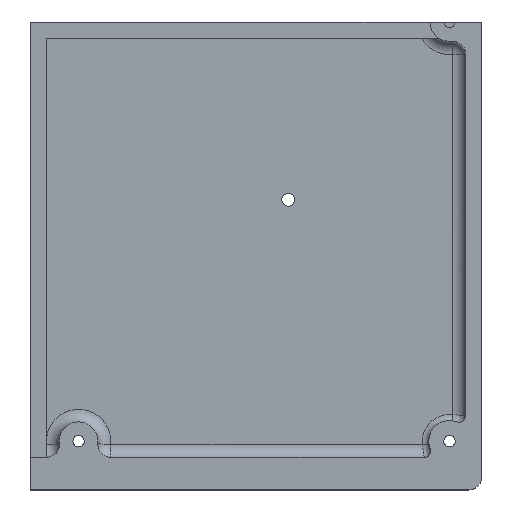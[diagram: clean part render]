
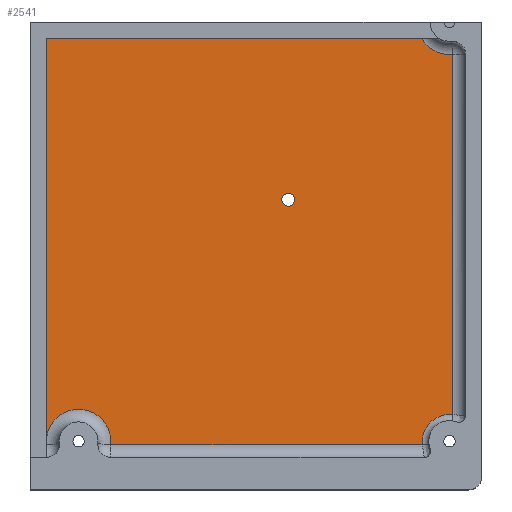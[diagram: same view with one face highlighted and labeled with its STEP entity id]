
A CAD part, top view. The second image highlights one B-rep face of the part: STEP entity #2541.
In plain terms, the highlighted planar face has unit normal (0, 0, 1).
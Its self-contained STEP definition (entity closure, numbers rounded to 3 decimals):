
#49=FACE_BOUND('',#355,.T.);
#70=PLANE('',#2743);
#205=FACE_OUTER_BOUND('',#354,.T.);
#354=EDGE_LOOP('',(#2243,#2244,#2245,#2246,#2247,#2248,#2249));
#355=EDGE_LOOP('',(#2250));
#395=CIRCLE('',#2644,8.403);
#411=CIRCLE('',#2674,10.);
#426=CIRCLE('',#2705,2.);
#434=CIRCLE('',#2744,10.);
#732=LINE('',#5352,#855);
#734=LINE('',#5374,#857);
#750=LINE('',#8100,#873);
#751=LINE('',#8103,#874);
#855=VECTOR('',#3043,10.);
#857=VECTOR('',#3077,10.);
#873=VECTOR('',#3223,10.);
#874=VECTOR('',#3226,10.);
#1060=VERTEX_POINT('',#5066);
#1061=VERTEX_POINT('',#5112);
#1071=VERTEX_POINT('',#5350);
#1074=VERTEX_POINT('',#5367);
#1075=VERTEX_POINT('',#5372);
#1088=VERTEX_POINT('',#5425);
#1125=VERTEX_POINT('',#8099);
#1126=VERTEX_POINT('',#8101);
#1355=EDGE_CURVE('',#1060,#1061,#395,.T.);
#1378=EDGE_CURVE('',#1061,#1071,#732,.T.);
#1386=EDGE_CURVE('',#1071,#1074,#411,.T.);
#1389=EDGE_CURVE('',#1075,#1060,#734,.T.);
#1414=EDGE_CURVE('',#1088,#1088,#426,.T.);
#1508=EDGE_CURVE('',#1125,#1074,#750,.T.);
#1509=EDGE_CURVE('',#1126,#1075,#434,.T.);
#1510=EDGE_CURVE('',#1126,#1125,#751,.T.);
#2243=ORIENTED_EDGE('',*,*,#1508,.T.);
#2244=ORIENTED_EDGE('',*,*,#1386,.F.);
#2245=ORIENTED_EDGE('',*,*,#1378,.F.);
#2246=ORIENTED_EDGE('',*,*,#1355,.F.);
#2247=ORIENTED_EDGE('',*,*,#1389,.F.);
#2248=ORIENTED_EDGE('',*,*,#1509,.F.);
#2249=ORIENTED_EDGE('',*,*,#1510,.T.);
#2250=ORIENTED_EDGE('',*,*,#1414,.T.);
#2541=ADVANCED_FACE('',(#205,#49),#70,.F.);
#2644=AXIS2_PLACEMENT_3D('',#5113,#2995,#2996);
#2674=AXIS2_PLACEMENT_3D('',#5368,#3067,#3068);
#2705=AXIS2_PLACEMENT_3D('',#5426,#3142,#3143);
#2743=AXIS2_PLACEMENT_3D('',#8098,#3221,#3222);
#2744=AXIS2_PLACEMENT_3D('',#8102,#3224,#3225);
#2995=DIRECTION('center_axis',(0.,0.,1.));
#2996=DIRECTION('ref_axis',(-0.707,0.707,0.));
#3043=DIRECTION('',(-1.,0.,0.));
#3067=DIRECTION('center_axis',(0.,0.,1.));
#3068=DIRECTION('ref_axis',(0.,1.,0.));
#3077=DIRECTION('',(0.,-1.,0.));
#3142=DIRECTION('center_axis',(0.,0.,-1.));
#3143=DIRECTION('ref_axis',(-1.,0.,0.));
#3221=DIRECTION('center_axis',(0.,0.,-1.));
#3222=DIRECTION('ref_axis',(1.,0.,0.));
#3223=DIRECTION('',(0.,-1.,0.));
#3224=DIRECTION('center_axis',(0.,0.,1.));
#3225=DIRECTION('ref_axis',(-1.,0.,0.));
#3226=DIRECTION('',(-1.,0.,0.));
#5066=CARTESIAN_POINT('',(141.,-121.657,-5.));
#5112=CARTESIAN_POINT('',(131.657,-131.,-5.));
#5113=CARTESIAN_POINT('Origin',(140.,-130.,-5.));
#5350=CARTESIAN_POINT('',(34.95,-131.,-5.));
#5352=CARTESIAN_POINT('',(56.25,-131.,-5.));
#5367=CARTESIAN_POINT('',(15.,-130.,-5.));
#5368=CARTESIAN_POINT('Origin',(25.,-130.,-5.));
#5372=CARTESIAN_POINT('',(141.,-9.95,-5.));
#5374=CARTESIAN_POINT('',(141.,-5.,-5.));
#5425=CARTESIAN_POINT('',(92.,-55.,-5.));
#5426=CARTESIAN_POINT('Origin',(90.,-55.,-5.));
#8098=CARTESIAN_POINT('Origin',(-22.5,-5.,-5.));
#8099=CARTESIAN_POINT('',(15.,-5.,-5.));
#8100=CARTESIAN_POINT('',(15.,-72.274,-5.));
#8101=CARTESIAN_POINT('',(131.34,-5.,-5.));
#8102=CARTESIAN_POINT('Origin',(140.,0.,-5.));
#8103=CARTESIAN_POINT('',(-3.75,-5.,-5.));
